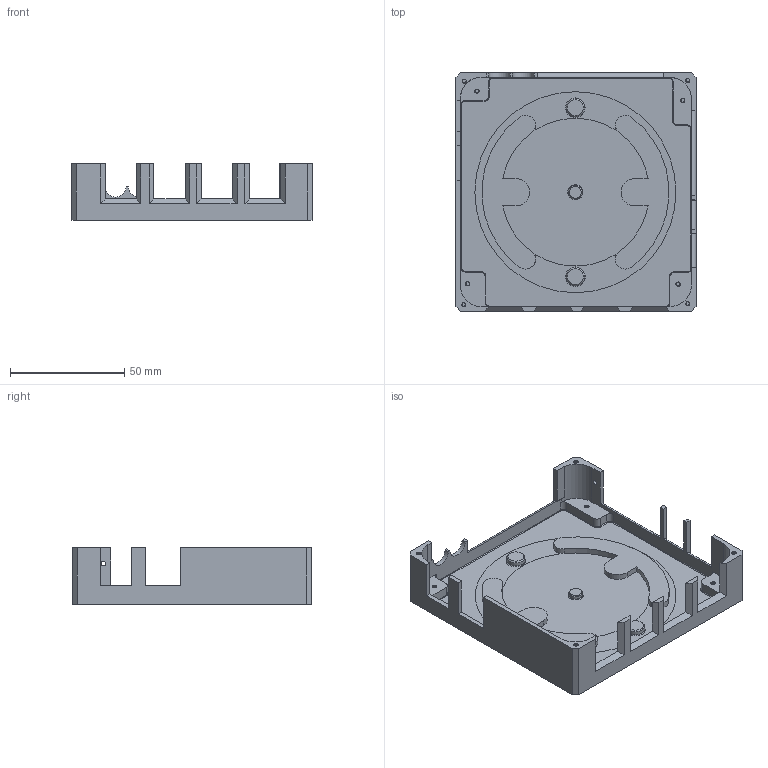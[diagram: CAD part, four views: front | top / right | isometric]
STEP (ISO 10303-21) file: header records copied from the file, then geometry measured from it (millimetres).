
FILE_DESCRIPTION(/* description */ (''),/* implementation_level */ '2;1');
FILE_NAME(/* name */ 'Box.step',/* time_stamp */ '2024-04-13T20:35:03+02:00',/* author */ (''),/* organization */ (''),/* preprocessor_version */ 'ST-DEVELOPER v20',/* originating_system */ 'Autodesk Translation Framework v12.14.0.127',/* authorisation */ '');
FILE_SCHEMA (('AUTOMOTIVE_DESIGN { 1 0 10303 214 3 1 1 }'));
Products named in the file (1): Box
Bounding box: 105.11 x 104.38 x 24.75 mm (x, y, z)
Volume: 40441.7 mm3; surface area: 36362.8 mm2
Topology: 1 solids, 1 shells, 565 faces, 1595 edges, 1054 vertices
Faces by surface type: cylinder 413, plane 99, bspline 34, torus 16, cone 3
Full cylindrical faces by diameter (mm): 1.623 x56, 2 x1, 2.074 x32, 3.332 x21, 4.109 x9, 4.11 x4, 5.035 x4, 6 x1, 6.147 x2, 8 x2
Entity records: 40692 total; most frequent: CARTESIAN_POINT 27451, ORIENTED_EDGE 3190, DIRECTION 2103, EDGE_CURVE 1595, VERTEX_POINT 1054, B_SPLINE_CURVE_WITH_KNOTS 775, AXIS2_PLACEMENT_3D 751, LINE 601
